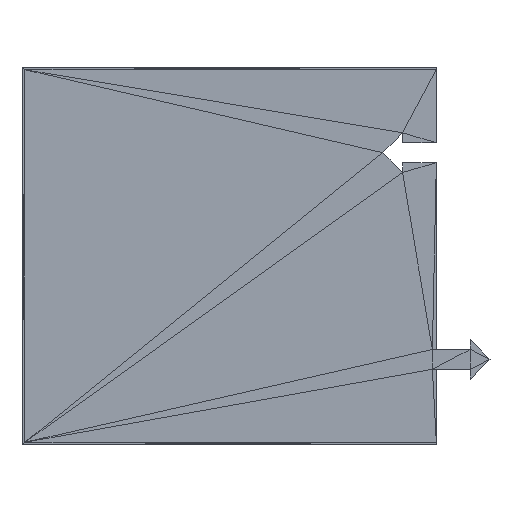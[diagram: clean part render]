
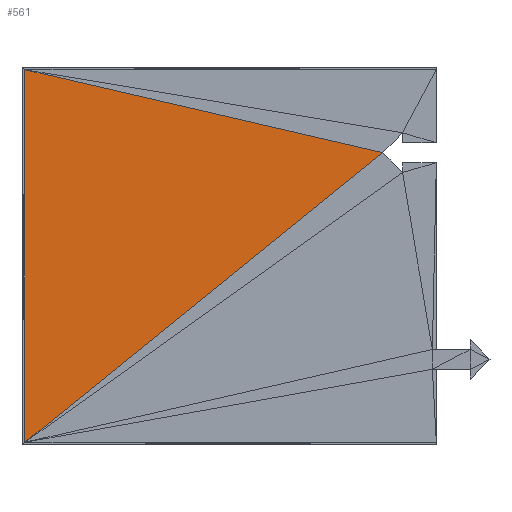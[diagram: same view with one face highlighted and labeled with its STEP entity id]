
A CAD part, top view. The second image highlights one B-rep face of the part: STEP entity #561.
In plain terms, the highlighted planar face has unit normal (0, 0, 1).
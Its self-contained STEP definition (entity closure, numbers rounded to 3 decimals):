
#561 = ADVANCED_FACE('',(#562),#588,.T.);
#562 = FACE_BOUND('',#563,.T.);
#563 = EDGE_LOOP('',(#564,#574,#582));
#564 = ORIENTED_EDGE('',*,*,#565,.T.);
#565 = EDGE_CURVE('',#566,#568,#570,.T.);
#566 = VERTEX_POINT('',#567);
#567 = CARTESIAN_POINT('',(-108.503,98.753,
    7.998));
#568 = VERTEX_POINT('',#569);
#569 = CARTESIAN_POINT('',(-108.503,-88.753,
    7.998));
#570 = LINE('',#571,#572);
#571 = CARTESIAN_POINT('',(-108.503,98.753,
    7.998));
#572 = VECTOR('',#573,1.);
#573 = DIRECTION('',(0.,-1.,0.));
#574 = ORIENTED_EDGE('',*,*,#575,.T.);
#575 = EDGE_CURVE('',#568,#576,#578,.T.);
#576 = VERTEX_POINT('',#577);
#577 = CARTESIAN_POINT('',(71.498,57.,7.998));
#578 = LINE('',#579,#580);
#579 = CARTESIAN_POINT('',(-108.503,-88.753,
    7.998));
#580 = VECTOR('',#581,1.);
#581 = DIRECTION('',(0.777,0.629,0.));
#582 = ORIENTED_EDGE('',*,*,#583,.F.);
#583 = EDGE_CURVE('',#566,#576,#584,.T.);
#584 = LINE('',#585,#586);
#585 = CARTESIAN_POINT('',(-108.503,98.753,
    7.998));
#586 = VECTOR('',#587,1.);
#587 = DIRECTION('',(0.974,-0.226,0.));
#588 = PLANE('',#589);
#589 = AXIS2_PLACEMENT_3D('',#590,#591,#592);
#590 = CARTESIAN_POINT('',(-46.447,19.292,
    7.998));
#591 = DIRECTION('',(0.,0.,1.));
#592 = DIRECTION('',(1.,0.,-0.));
